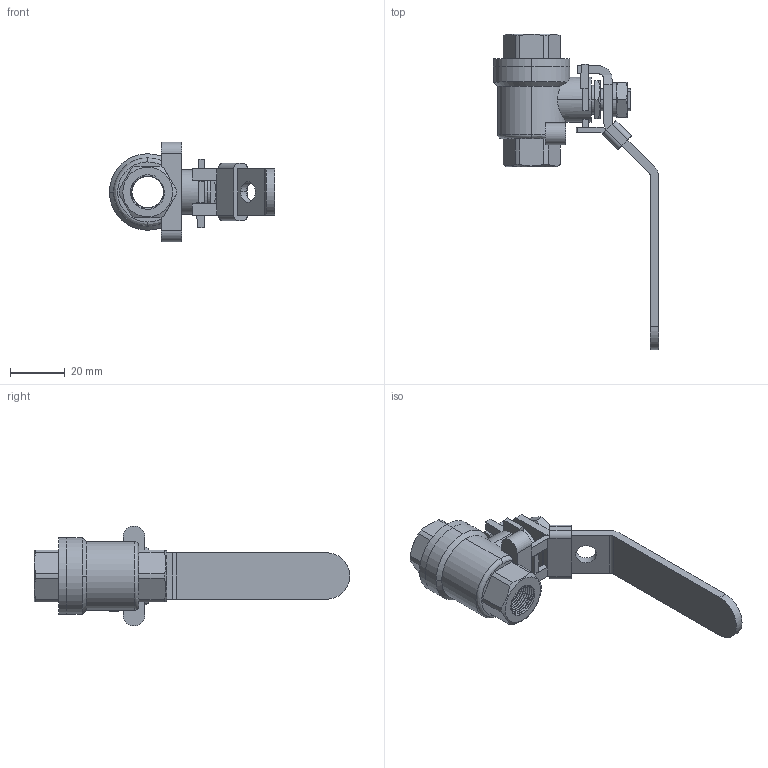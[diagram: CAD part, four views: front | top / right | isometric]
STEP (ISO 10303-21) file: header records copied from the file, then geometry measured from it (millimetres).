
FILE_DESCRIPTION (( 'STEP AP214' ), '1' );
FILE_NAME ('Fig.2001 DN-010.STEP', '2020-02-13T14:41:41', ( 'admin' ), ( 'Hewlett-Packard Company' ), 'SwSTEP 2.0', 'SolidWorks 2019', '' );
FILE_SCHEMA (( 'AUTOMOTIVE_DESIGN' ));
Length unit declared in the file: millimetre
Products named in the file (2): Fig.2001 DN-010
Bounding box: 60.4 x 115.5 x 36.5 mm (x, y, z)
Surface area: 31711.3 mm2 (no closed solid volume)
Topology: 0 solids, 11 shells, 295 faces, 799 edges, 525 vertices
Faces by surface type: plane 133, cylinder 112, cone 41, bspline 9
Entity records: 45745 total; most frequent: CARTESIAN_POINT 38485, ORIENTED_EDGE 1494, DIRECTION 1421, EDGE_CURVE 779, AXIS2_PLACEMENT_3D 547, VERTEX_POINT 518, EDGE_LOOP 338, VECTOR 327
